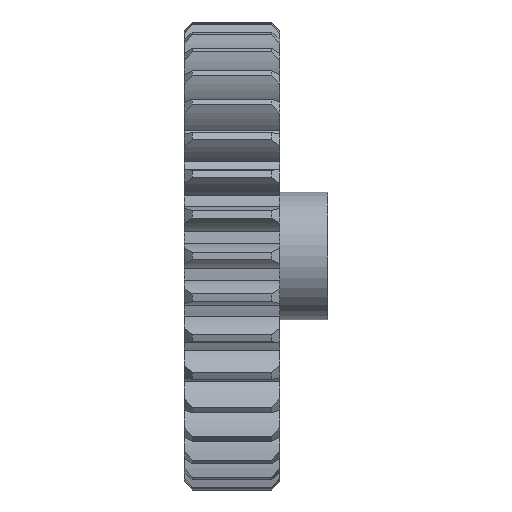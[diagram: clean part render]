
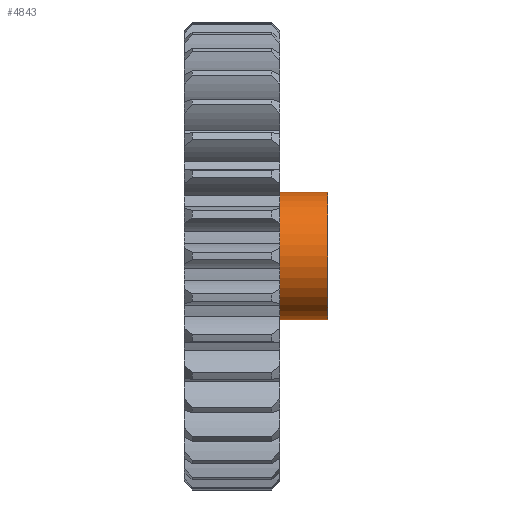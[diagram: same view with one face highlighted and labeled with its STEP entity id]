
A CAD part, front view. The second image highlights one B-rep face of the part: STEP entity #4843.
In plain terms, the highlighted cylindrical face has radius 4 mm (diameter 8 mm), a partial arc.
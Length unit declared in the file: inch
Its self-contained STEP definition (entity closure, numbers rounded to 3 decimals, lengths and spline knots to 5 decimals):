
#32 = CARTESIAN_POINT ( 'NONE',  ( 0.23622, 0., -0.15748 ) ) ;
#131 = VERTEX_POINT ( 'NONE', #32 ) ;
#258 = DIRECTION ( 'NONE',  ( 0., 0., -1. ) ) ;
#374 = CARTESIAN_POINT ( 'NONE',  ( 0.23622, 0., 0.15748 ) ) ;
#489 = DIRECTION ( 'NONE',  ( -1., 0., 0. ) ) ;
#601 = CIRCLE ( 'NONE', #3208, 0.15748 ) ;
#629 = EDGE_CURVE ( 'NONE', #1221, #3252, #2601, .T. ) ;
#1221 = VERTEX_POINT ( 'NONE', #5432 ) ;
#1242 = CARTESIAN_POINT ( 'NONE',  ( 0.35433, 0., -0.15748 ) ) ;
#1372 = EDGE_CURVE ( 'NONE', #1221, #2975, #3266, .T. ) ;
#1511 = EDGE_CURVE ( 'NONE', #2975, #131, #601, .T. ) ;
#2092 = ORIENTED_EDGE ( 'NONE', *, *, #1511, .T. ) ;
#2169 = ORIENTED_EDGE ( 'NONE', *, *, #1372, .T. ) ;
#2601 = CIRCLE ( 'NONE', #7623, 0.15748 ) ;
#2840 = ORIENTED_EDGE ( 'NONE', *, *, #4537, .F. ) ;
#2855 = DIRECTION ( 'NONE',  ( 0., 0., 1. ) ) ;
#2975 = VERTEX_POINT ( 'NONE', #374 ) ;
#3208 = AXIS2_PLACEMENT_3D ( 'NONE', #3273, #7663, #3910 ) ;
#3252 = VERTEX_POINT ( 'NONE', #4305 ) ;
#3266 = LINE ( 'NONE', #4354, #8088 ) ;
#3273 = CARTESIAN_POINT ( 'NONE',  ( 0.23622, 0., 0. ) ) ;
#3910 = DIRECTION ( 'NONE',  ( 0., 0., 1. ) ) ;
#4031 = DIRECTION ( 'NONE',  ( 1., 0., 0. ) ) ;
#4305 = CARTESIAN_POINT ( 'NONE',  ( 0.35433, 0., -0.15748 ) ) ;
#4354 = CARTESIAN_POINT ( 'NONE',  ( 0.35433, 0., 0.15748 ) ) ;
#4537 = EDGE_CURVE ( 'NONE', #3252, #131, #4581, .T. ) ;
#4581 = LINE ( 'NONE', #1242, #5863 ) ;
#4781 = FACE_OUTER_BOUND ( 'NONE', #6731, .T. ) ;
#4843 = ADVANCED_FACE ( 'NONE', ( #4781 ), #7927, .T. ) ;
#5269 = ORIENTED_EDGE ( 'NONE', *, *, #629, .F. ) ;
#5432 = CARTESIAN_POINT ( 'NONE',  ( 0.35433, 0., 0.15748 ) ) ;
#5496 = AXIS2_PLACEMENT_3D ( 'NONE', #5536, #489, #2855 ) ;
#5536 = CARTESIAN_POINT ( 'NONE',  ( 0.35433, 0., 0. ) ) ;
#5683 = DIRECTION ( 'NONE',  ( -1., 0., 0. ) ) ;
#5863 = VECTOR ( 'NONE', #5683, 39.37008 ) ;
#6265 = DIRECTION ( 'NONE',  ( -1., 0., 0. ) ) ;
#6731 = EDGE_LOOP ( 'NONE', ( #2840, #5269, #2169, #2092 ) ) ;
#7623 = AXIS2_PLACEMENT_3D ( 'NONE', #7795, #4031, #258 ) ;
#7663 = DIRECTION ( 'NONE',  ( 1., 0., 0. ) ) ;
#7795 = CARTESIAN_POINT ( 'NONE',  ( 0.35433, 0., 0. ) ) ;
#7927 = CYLINDRICAL_SURFACE ( 'NONE', #5496, 0.15748 ) ;
#8088 = VECTOR ( 'NONE', #6265, 39.37008 ) ;
